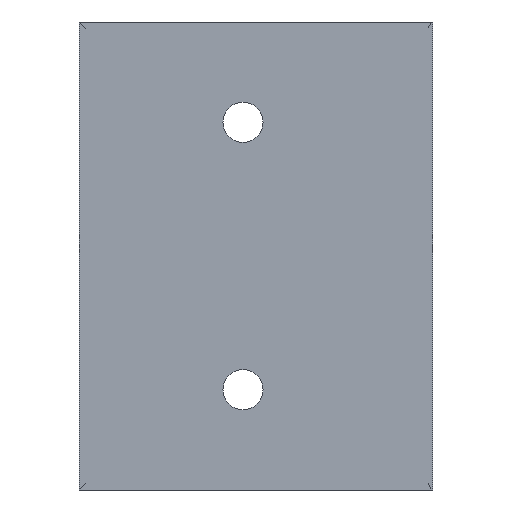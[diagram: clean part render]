
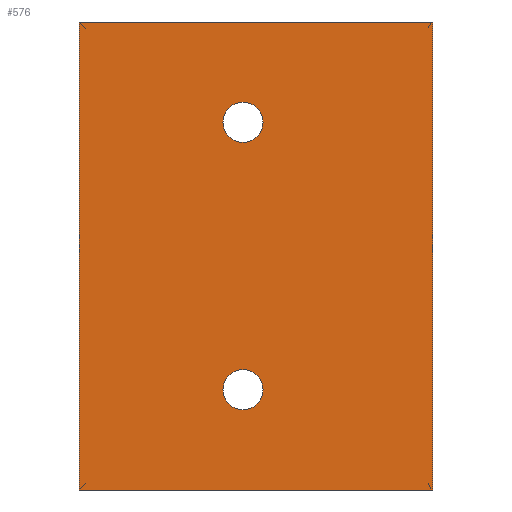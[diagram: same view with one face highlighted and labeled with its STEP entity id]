
A CAD part, front view. The second image highlights one B-rep face of the part: STEP entity #576.
In plain terms, the highlighted planar face has unit normal (0, -1, 0).
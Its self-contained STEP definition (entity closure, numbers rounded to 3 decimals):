
#1 = AXIS2_PLACEMENT_3D ( 'NONE', #549, #599, #58 ) ;
#2 = DIRECTION ( 'NONE',  ( 0., 1., 0. ) ) ;
#6 = CARTESIAN_POINT ( 'NONE',  ( 0., -2., 70. ) ) ;
#8 = FACE_OUTER_BOUND ( 'NONE', #37, .T. ) ;
#13 = ORIENTED_EDGE ( 'NONE', *, *, #307, .T. ) ;
#15 = VECTOR ( 'NONE', #304, 1000. ) ;
#17 = VECTOR ( 'NONE', #269, 1000. ) ;
#27 = LINE ( 'NONE', #215, #222 ) ;
#37 = EDGE_LOOP ( 'NONE', ( #401, #410, #631, #346, #511, #565 ) ) ;
#54 = DIRECTION ( 'NONE',  ( 0., 0., -1. ) ) ;
#58 = DIRECTION ( 'NONE',  ( 0., 0., 1. ) ) ;
#69 = CARTESIAN_POINT ( 'NONE',  ( 24.46, -2., 18. ) ) ;
#105 = DIRECTION ( 'NONE',  ( 0., 0., 1. ) ) ;
#122 = AXIS2_PLACEMENT_3D ( 'NONE', #265, #415, #561 ) ;
#125 = ORIENTED_EDGE ( 'NONE', *, *, #578, .T. ) ;
#135 = LINE ( 'NONE', #6, #15 ) ;
#138 = DIRECTION ( 'NONE',  ( 1., 0., 0. ) ) ;
#140 = VERTEX_POINT ( 'NONE', #206 ) ;
#152 = LINE ( 'NONE', #420, #258 ) ;
#156 = EDGE_LOOP ( 'NONE', ( #432, #360 ) ) ;
#167 = EDGE_CURVE ( 'NONE', #558, #208, #135, .T. ) ;
#177 = EDGE_CURVE ( 'NONE', #438, #394, #512, .T. ) ;
#182 = CARTESIAN_POINT ( 'NONE',  ( 0., -2., 0. ) ) ;
#183 = DIRECTION ( 'NONE',  ( 0., 0., 1. ) ) ;
#203 = VECTOR ( 'NONE', #54, 1000. ) ;
#206 = CARTESIAN_POINT ( 'NONE',  ( 52.8, -2., 0. ) ) ;
#208 = VERTEX_POINT ( 'NONE', #353 ) ;
#213 = CARTESIAN_POINT ( 'NONE',  ( 52.655, -2., 0. ) ) ;
#215 = CARTESIAN_POINT ( 'NONE',  ( 0., -2., 70. ) ) ;
#218 = EDGE_LOOP ( 'NONE', ( #13, #125 ) ) ;
#222 = VECTOR ( 'NONE', #610, 1000. ) ;
#226 = LINE ( 'NONE', #498, #203 ) ;
#229 = EDGE_CURVE ( 'NONE', #208, #140, #226, .T. ) ;
#254 = CARTESIAN_POINT ( 'NONE',  ( 0., -2., 0. ) ) ;
#258 = VECTOR ( 'NONE', #315, 1000. ) ;
#265 = CARTESIAN_POINT ( 'NONE',  ( 24.46, -2., 55. ) ) ;
#266 = EDGE_CURVE ( 'NONE', #394, #438, #575, .T. ) ;
#269 = DIRECTION ( 'NONE',  ( 1., 0., 0. ) ) ;
#282 = LINE ( 'NONE', #182, #17 ) ;
#285 = VERTEX_POINT ( 'NONE', #254 ) ;
#295 = DIRECTION ( 'NONE',  ( 0., 1., 0. ) ) ;
#304 = DIRECTION ( 'NONE',  ( 1., 0., 0. ) ) ;
#307 = EDGE_CURVE ( 'NONE', #370, #620, #518, .T. ) ;
#315 = DIRECTION ( 'NONE',  ( 0., 0., -1. ) ) ;
#321 = LINE ( 'NONE', #382, #505 ) ;
#328 = CARTESIAN_POINT ( 'NONE',  ( 24.46, -2., 55. ) ) ;
#334 = CARTESIAN_POINT ( 'NONE',  ( 0., -2., 70. ) ) ;
#340 = CIRCLE ( 'NONE', #625, 3. ) ;
#341 = AXIS2_PLACEMENT_3D ( 'NONE', #556, #295, #105 ) ;
#346 = ORIENTED_EDGE ( 'NONE', *, *, #167, .F. ) ;
#353 = CARTESIAN_POINT ( 'NONE',  ( 52.8, -2., 70. ) ) ;
#358 = CARTESIAN_POINT ( 'NONE',  ( 24.46, -2., 58. ) ) ;
#360 = ORIENTED_EDGE ( 'NONE', *, *, #177, .T. ) ;
#370 = VERTEX_POINT ( 'NONE', #358 ) ;
#382 = CARTESIAN_POINT ( 'NONE',  ( 0., -2., 0. ) ) ;
#388 = EDGE_CURVE ( 'NONE', #597, #558, #27, .T. ) ;
#394 = VERTEX_POINT ( 'NONE', #69 ) ;
#401 = ORIENTED_EDGE ( 'NONE', *, *, #439, .T. ) ;
#409 = VERTEX_POINT ( 'NONE', #213 ) ;
#410 = ORIENTED_EDGE ( 'NONE', *, *, #581, .T. ) ;
#415 = DIRECTION ( 'NONE',  ( 0., 1., 0. ) ) ;
#418 = FACE_BOUND ( 'NONE', #156, .T. ) ;
#420 = CARTESIAN_POINT ( 'NONE',  ( 0., -2., 70. ) ) ;
#431 = DIRECTION ( 'NONE',  ( 0., 0., 1. ) ) ;
#432 = ORIENTED_EDGE ( 'NONE', *, *, #266, .T. ) ;
#433 = FACE_BOUND ( 'NONE', #218, .T. ) ;
#438 = VERTEX_POINT ( 'NONE', #526 ) ;
#439 = EDGE_CURVE ( 'NONE', #285, #409, #282, .T. ) ;
#449 = EDGE_CURVE ( 'NONE', #597, #285, #152, .T. ) ;
#470 = AXIS2_PLACEMENT_3D ( 'NONE', #334, #2, #431 ) ;
#471 = CARTESIAN_POINT ( 'NONE',  ( 52.655, -2., 70. ) ) ;
#480 = PLANE ( 'NONE',  #470 ) ;
#497 = CARTESIAN_POINT ( 'NONE',  ( 24.46, -2., 52. ) ) ;
#498 = CARTESIAN_POINT ( 'NONE',  ( 52.8, -2., 70. ) ) ;
#505 = VECTOR ( 'NONE', #138, 1000. ) ;
#511 = ORIENTED_EDGE ( 'NONE', *, *, #388, .F. ) ;
#512 = CIRCLE ( 'NONE', #341, 3. ) ;
#518 = CIRCLE ( 'NONE', #122, 3. ) ;
#526 = CARTESIAN_POINT ( 'NONE',  ( 24.46, -2., 12. ) ) ;
#532 = DIRECTION ( 'NONE',  ( 0., 1., 0. ) ) ;
#549 = CARTESIAN_POINT ( 'NONE',  ( 24.46, -2., 15. ) ) ;
#556 = CARTESIAN_POINT ( 'NONE',  ( 24.46, -2., 15. ) ) ;
#558 = VERTEX_POINT ( 'NONE', #471 ) ;
#561 = DIRECTION ( 'NONE',  ( 0., 0., 1. ) ) ;
#565 = ORIENTED_EDGE ( 'NONE', *, *, #449, .T. ) ;
#575 = CIRCLE ( 'NONE', #1, 3. ) ;
#576 = ADVANCED_FACE ( 'NONE', ( #418, #433, #8 ), #480, .F. ) ;
#578 = EDGE_CURVE ( 'NONE', #620, #370, #340, .T. ) ;
#581 = EDGE_CURVE ( 'NONE', #409, #140, #321, .T. ) ;
#582 = CARTESIAN_POINT ( 'NONE',  ( 0., -2., 70. ) ) ;
#597 = VERTEX_POINT ( 'NONE', #582 ) ;
#599 = DIRECTION ( 'NONE',  ( 0., 1., 0. ) ) ;
#610 = DIRECTION ( 'NONE',  ( 1., 0., 0. ) ) ;
#620 = VERTEX_POINT ( 'NONE', #497 ) ;
#625 = AXIS2_PLACEMENT_3D ( 'NONE', #328, #532, #183 ) ;
#631 = ORIENTED_EDGE ( 'NONE', *, *, #229, .F. ) ;
